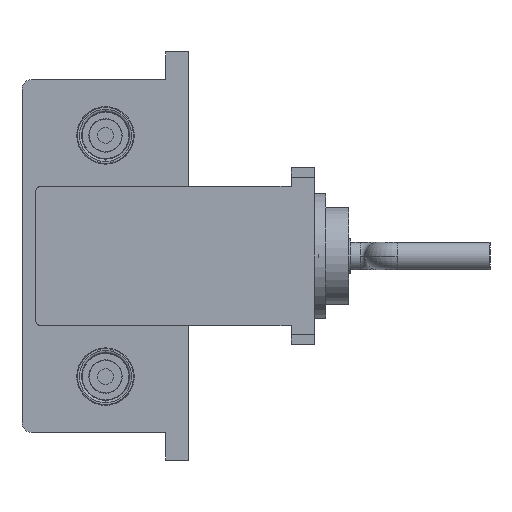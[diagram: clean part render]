
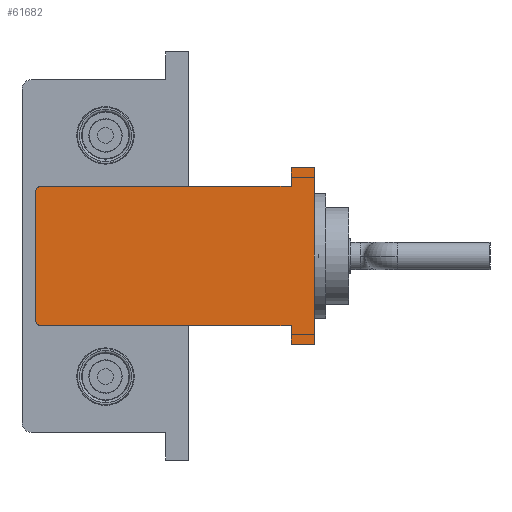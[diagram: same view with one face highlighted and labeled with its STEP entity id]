
A CAD part, front view. The second image highlights one B-rep face of the part: STEP entity #61682.
In plain terms, the highlighted face is planar.
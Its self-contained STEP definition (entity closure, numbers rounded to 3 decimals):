
#1066 = VECTOR ( 'NONE', #59544, 1000. ) ;
#1313 = CARTESIAN_POINT ( 'NONE',  ( -142.5, 70., -39. ) ) ;
#3917 = CARTESIAN_POINT ( 'NONE',  ( 132.5, 95., -39. ) ) ;
#4373 = EDGE_CURVE ( 'NONE', #34522, #64874, #80057, .T. ) ;
#5513 = VERTEX_POINT ( 'NONE', #83239 ) ;
#6452 = LINE ( 'NONE', #82246, #53683 ) ;
#7237 = EDGE_CURVE ( 'NONE', #89948, #56563, #18134, .T. ) ;
#7527 = EDGE_CURVE ( 'NONE', #84302, #86384, #65083, .T. ) ;
#11450 = EDGE_LOOP ( 'NONE', ( #85495, #23937, #50041, #34798, #85472, #71623, #76339, #53867, #60709, #83017 ) ) ;
#13080 = CARTESIAN_POINT ( 'NONE',  ( 157.5, 95., -39. ) ) ;
#13436 = DIRECTION ( 'NONE',  ( 0., 1., 0. ) ) ;
#13828 = EDGE_CURVE ( 'NONE', #84302, #64874, #54717, .T. ) ;
#13868 = DIRECTION ( 'NONE',  ( -1., 0., 0. ) ) ;
#13889 = LINE ( 'NONE', #75980, #60919 ) ;
#13982 = CARTESIAN_POINT ( 'NONE',  ( 132.5, -75., -39. ) ) ;
#15991 = EDGE_CURVE ( 'NONE', #46793, #5513, #70353, .T. ) ;
#18134 = LINE ( 'NONE', #3917, #82868 ) ;
#19175 = DIRECTION ( 'NONE',  ( 0., 0., -1. ) ) ;
#19576 = DIRECTION ( 'NONE',  ( 1., 0., 0. ) ) ;
#21072 = CARTESIAN_POINT ( 'NONE',  ( 157.5, 95., -39. ) ) ;
#23937 = ORIENTED_EDGE ( 'NONE', *, *, #71825, .T. ) ;
#25122 = DIRECTION ( 'NONE',  ( -1., 0., 0. ) ) ;
#28071 = AXIS2_PLACEMENT_3D ( 'NONE', #88465, #19175, #25122 ) ;
#33701 = VECTOR ( 'NONE', #81621, 1000. ) ;
#34408 = CARTESIAN_POINT ( 'NONE',  ( 132.5, 95., -39. ) ) ;
#34522 = VERTEX_POINT ( 'NONE', #70247 ) ;
#34798 = ORIENTED_EDGE ( 'NONE', *, *, #82574, .T. ) ;
#36947 = VERTEX_POINT ( 'NONE', #1313 ) ;
#39013 = CIRCLE ( 'NONE', #66694, 5. ) ;
#39634 = PLANE ( 'NONE',  #80854 ) ;
#40918 = EDGE_CURVE ( 'NONE', #86384, #75974, #49339, .T. ) ;
#42156 = CARTESIAN_POINT ( 'NONE',  ( -137.5, -75., -39. ) ) ;
#46793 = VERTEX_POINT ( 'NONE', #42156 ) ;
#49038 = CARTESIAN_POINT ( 'NONE',  ( -137.5, 70., -39. ) ) ;
#49339 = LINE ( 'NONE', #21072, #60161 ) ;
#50041 = ORIENTED_EDGE ( 'NONE', *, *, #15991, .T. ) ;
#52244 = CARTESIAN_POINT ( 'NONE',  ( -142.5, 75., -39. ) ) ;
#53683 = VECTOR ( 'NONE', #68587, 1000. ) ;
#53867 = ORIENTED_EDGE ( 'NONE', *, *, #7527, .T. ) ;
#54687 = DIRECTION ( 'NONE',  ( 0., 0., -1. ) ) ;
#54717 = LINE ( 'NONE', #69784, #33701 ) ;
#56451 = DIRECTION ( 'NONE',  ( 1., 0., 0. ) ) ;
#56563 = VERTEX_POINT ( 'NONE', #74796 ) ;
#59544 = DIRECTION ( 'NONE',  ( 1., 0., 0. ) ) ;
#59617 = VECTOR ( 'NONE', #56451, 1000. ) ;
#60161 = VECTOR ( 'NONE', #89925, 1000. ) ;
#60709 = ORIENTED_EDGE ( 'NONE', *, *, #40918, .T. ) ;
#60919 = VECTOR ( 'NONE', #13436, 1000. ) ;
#61682 = ADVANCED_FACE ( 'NONE', ( #62002 ), #39634, .T. ) ;
#62002 = FACE_OUTER_BOUND ( 'NONE', #11450, .T. ) ;
#63167 = CARTESIAN_POINT ( 'NONE',  ( 132.5, 75., -39. ) ) ;
#64874 = VERTEX_POINT ( 'NONE', #63167 ) ;
#65083 = LINE ( 'NONE', #78743, #59617 ) ;
#66079 = DIRECTION ( 'NONE',  ( 0., -1., 0. ) ) ;
#66694 = AXIS2_PLACEMENT_3D ( 'NONE', #49038, #77301, #13868 ) ;
#67482 = CARTESIAN_POINT ( 'NONE',  ( 0., 0., -39. ) ) ;
#67506 = LINE ( 'NONE', #76134, #90159 ) ;
#68587 = DIRECTION ( 'NONE',  ( -1., 0., 0. ) ) ;
#69784 = CARTESIAN_POINT ( 'NONE',  ( 132.5, 95., -39. ) ) ;
#70247 = CARTESIAN_POINT ( 'NONE',  ( -137.5, 75., -39. ) ) ;
#70353 = CIRCLE ( 'NONE', #28071, 5. ) ;
#71623 = ORIENTED_EDGE ( 'NONE', *, *, #4373, .T. ) ;
#71825 = EDGE_CURVE ( 'NONE', #89948, #46793, #6452, .T. ) ;
#71998 = EDGE_CURVE ( 'NONE', #56563, #75974, #67506, .T. ) ;
#72992 = CARTESIAN_POINT ( 'NONE',  ( 157.5, -95., -39. ) ) ;
#74796 = CARTESIAN_POINT ( 'NONE',  ( 132.5, -95., -39. ) ) ;
#75974 = VERTEX_POINT ( 'NONE', #72992 ) ;
#75980 = CARTESIAN_POINT ( 'NONE',  ( -142.5, -75., -39. ) ) ;
#76134 = CARTESIAN_POINT ( 'NONE',  ( 132.5, -95., -39. ) ) ;
#76339 = ORIENTED_EDGE ( 'NONE', *, *, #13828, .F. ) ;
#77301 = DIRECTION ( 'NONE',  ( 0., 0., -1. ) ) ;
#78743 = CARTESIAN_POINT ( 'NONE',  ( 132.5, 95., -39. ) ) ;
#80057 = LINE ( 'NONE', #52244, #1066 ) ;
#80854 = AXIS2_PLACEMENT_3D ( 'NONE', #67482, #54687, #82497 ) ;
#81621 = DIRECTION ( 'NONE',  ( 0., -1., 0. ) ) ;
#82246 = CARTESIAN_POINT ( 'NONE',  ( -142.5, -75., -39. ) ) ;
#82497 = DIRECTION ( 'NONE',  ( -1., 0., 0. ) ) ;
#82574 = EDGE_CURVE ( 'NONE', #5513, #36947, #13889, .T. ) ;
#82868 = VECTOR ( 'NONE', #66079, 1000. ) ;
#83017 = ORIENTED_EDGE ( 'NONE', *, *, #71998, .F. ) ;
#83239 = CARTESIAN_POINT ( 'NONE',  ( -142.5, -70., -39. ) ) ;
#84302 = VERTEX_POINT ( 'NONE', #34408 ) ;
#85306 = EDGE_CURVE ( 'NONE', #36947, #34522, #39013, .T. ) ;
#85472 = ORIENTED_EDGE ( 'NONE', *, *, #85306, .T. ) ;
#85495 = ORIENTED_EDGE ( 'NONE', *, *, #7237, .F. ) ;
#86384 = VERTEX_POINT ( 'NONE', #13080 ) ;
#88465 = CARTESIAN_POINT ( 'NONE',  ( -137.5, -70., -39. ) ) ;
#89925 = DIRECTION ( 'NONE',  ( 0., -1., 0. ) ) ;
#89948 = VERTEX_POINT ( 'NONE', #13982 ) ;
#90159 = VECTOR ( 'NONE', #19576, 1000. ) ;
